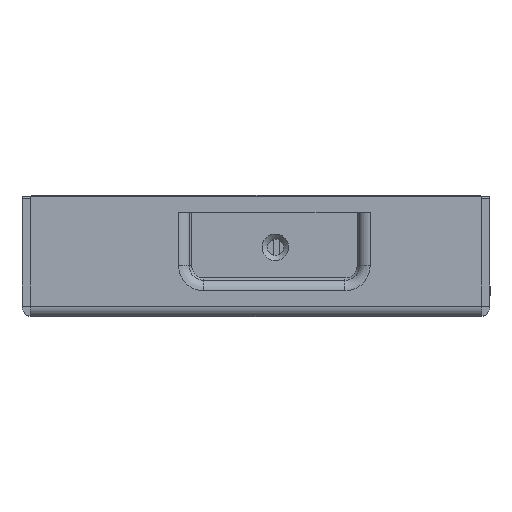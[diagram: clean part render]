
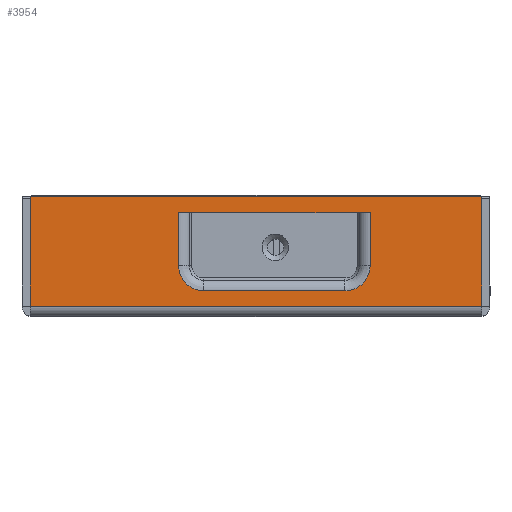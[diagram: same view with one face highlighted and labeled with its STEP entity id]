
A CAD part, front view. The second image highlights one B-rep face of the part: STEP entity #3954.
In plain terms, the highlighted planar face has unit normal (0, -1, 0).
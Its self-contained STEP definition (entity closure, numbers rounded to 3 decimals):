
#2346=FACE_BOUND('',#7801,.T.);
#2347=FACE_BOUND('',#7802,.T.);
#2883=CIRCLE('',#31447,6.175);
#2884=CIRCLE('',#31448,6.175);
#2885=CIRCLE('',#31449,0.5);
#2886=CIRCLE('',#31450,0.5);
#3954=ADVANCED_FACE('',(#2346,#2347),#5410,.F.);
#5410=PLANE('',#31451);
#7801=EDGE_LOOP('',(#10009,#10010,#10011,#10012,#10013,#10014));
#7802=EDGE_LOOP('',(#10015,#10016,#10017,#10018,#10019,#10020));
#10009=ORIENTED_EDGE('',*,*,#22720,.T.);
#10010=ORIENTED_EDGE('',*,*,#22721,.F.);
#10011=ORIENTED_EDGE('',*,*,#22722,.T.);
#10012=ORIENTED_EDGE('',*,*,#22723,.T.);
#10013=ORIENTED_EDGE('',*,*,#22724,.T.);
#10014=ORIENTED_EDGE('',*,*,#22725,.T.);
#10015=ORIENTED_EDGE('',*,*,#22697,.F.);
#10016=ORIENTED_EDGE('',*,*,#22726,.T.);
#10017=ORIENTED_EDGE('',*,*,#22727,.F.);
#10018=ORIENTED_EDGE('',*,*,#22728,.T.);
#10019=ORIENTED_EDGE('',*,*,#22729,.T.);
#10020=ORIENTED_EDGE('',*,*,#22730,.T.);
#19240=VERTEX_POINT('',#41909);
#19241=VERTEX_POINT('',#41911);
#19262=VERTEX_POINT('',#41961);
#19263=VERTEX_POINT('',#41962);
#19264=VERTEX_POINT('',#41964);
#19265=VERTEX_POINT('',#41966);
#19266=VERTEX_POINT('',#41968);
#19267=VERTEX_POINT('',#41970);
#19268=VERTEX_POINT('',#41973);
#19269=VERTEX_POINT('',#41975);
#19270=VERTEX_POINT('',#41977);
#19271=VERTEX_POINT('',#41979);
#22697=EDGE_CURVE('',#19240,#19241,#27348,.T.);
#22720=EDGE_CURVE('',#19262,#19263,#27359,.T.);
#22721=EDGE_CURVE('',#19264,#19263,#27360,.T.);
#22722=EDGE_CURVE('',#19264,#19265,#27361,.T.);
#22723=EDGE_CURVE('',#19265,#19266,#2883,.T.);
#22724=EDGE_CURVE('',#19266,#19267,#27362,.T.);
#22725=EDGE_CURVE('',#19267,#19262,#2884,.T.);
#22726=EDGE_CURVE('',#19240,#19268,#2885,.T.);
#22727=EDGE_CURVE('',#19269,#19268,#27363,.T.);
#22728=EDGE_CURVE('',#19269,#19270,#27364,.T.);
#22729=EDGE_CURVE('',#19270,#19271,#27365,.T.);
#22730=EDGE_CURVE('',#19271,#19241,#2886,.T.);
#27348=LINE('',#41910,#29410);
#27359=LINE('',#41960,#29421);
#27360=LINE('',#41963,#29422);
#27361=LINE('',#41965,#29423);
#27362=LINE('',#41969,#29424);
#27363=LINE('',#41974,#29425);
#27364=LINE('',#41976,#29426);
#27365=LINE('',#41978,#29427);
#29410=VECTOR('',#34493,1.);
#29421=VECTOR('',#34540,1.);
#29422=VECTOR('',#34541,1.);
#29423=VECTOR('',#34542,1.);
#29424=VECTOR('',#34545,1.);
#29425=VECTOR('',#34550,1.);
#29426=VECTOR('',#34551,1.);
#29427=VECTOR('',#34552,1.);
#31447=AXIS2_PLACEMENT_3D('',#41967,#34543,#34544);
#31448=AXIS2_PLACEMENT_3D('',#41971,#34546,#34547);
#31449=AXIS2_PLACEMENT_3D('',#41972,#34548,#34549);
#31450=AXIS2_PLACEMENT_3D('',#41980,#34553,#34554);
#31451=AXIS2_PLACEMENT_3D('',#41981,#34555,#34556);
#34493=DIRECTION('',(1.,0.,0.));
#34540=DIRECTION('',(0.,0.,1.));
#34541=DIRECTION('',(-1.,0.,0.));
#34542=DIRECTION('',(0.,0.,-1.));
#34543=DIRECTION('',(0.,1.,0.));
#34544=DIRECTION('',(0.,0.,1.));
#34545=DIRECTION('',(-1.,0.,0.));
#34546=DIRECTION('',(0.,1.,0.));
#34547=DIRECTION('',(0.,0.,1.));
#34548=DIRECTION('',(0.,-1.,0.));
#34549=DIRECTION('',(0.,0.,1.));
#34550=DIRECTION('',(0.,0.,1.));
#34551=DIRECTION('',(1.,0.,0.));
#34552=DIRECTION('',(0.,0.,1.));
#34553=DIRECTION('',(0.,-1.,0.));
#34554=DIRECTION('',(0.,0.,1.));
#34555=DIRECTION('',(0.,1.,0.));
#34556=DIRECTION('',(0.,0.,1.));
#41909=CARTESIAN_POINT('',(2.502,0.,29.5));
#41910=CARTESIAN_POINT('',(2.6,0.,29.5));
#41911=CARTESIAN_POINT('',(111.998,0.,29.5));
#41960=CARTESIAN_POINT('',(38.325,0.,2.6));
#41961=CARTESIAN_POINT('',(38.325,0.,12.5));
#41962=CARTESIAN_POINT('',(38.325,0.,25.5));
#41963=CARTESIAN_POINT('',(82.,0.,25.5));
#41964=CARTESIAN_POINT('',(85.175,0.,25.5));
#41965=CARTESIAN_POINT('',(85.175,0.,2.6));
#41966=CARTESIAN_POINT('',(85.175,0.,12.5));
#41967=CARTESIAN_POINT('',(79.,0.,12.5));
#41968=CARTESIAN_POINT('',(79.,0.,6.325));
#41969=CARTESIAN_POINT('',(2.6,0.,6.325));
#41970=CARTESIAN_POINT('',(44.5,0.,6.325));
#41971=CARTESIAN_POINT('',(44.5,0.,12.5));
#41972=CARTESIAN_POINT('',(2.502,0.,29.));
#41973=CARTESIAN_POINT('',(2.002,0.,29.));
#41974=CARTESIAN_POINT('',(2.002,0.,2.6));
#41975=CARTESIAN_POINT('',(2.002,0.,2.6));
#41976=CARTESIAN_POINT('',(2.6,0.,2.6));
#41977=CARTESIAN_POINT('',(112.498,0.,2.6));
#41978=CARTESIAN_POINT('',(112.498,0.,2.6));
#41979=CARTESIAN_POINT('',(112.498,0.,29.));
#41980=CARTESIAN_POINT('',(111.998,0.,29.));
#41981=CARTESIAN_POINT('',(2.6,0.,2.6));
